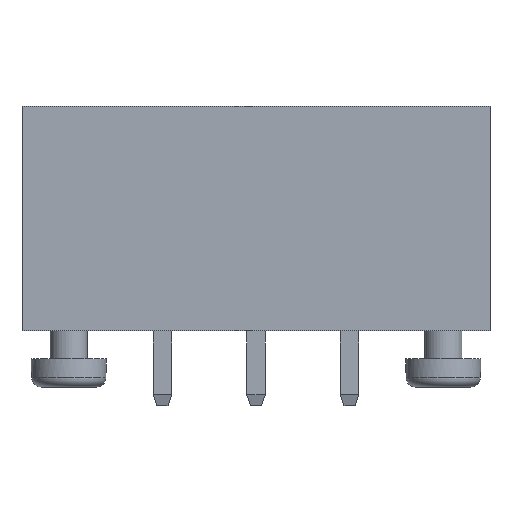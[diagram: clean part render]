
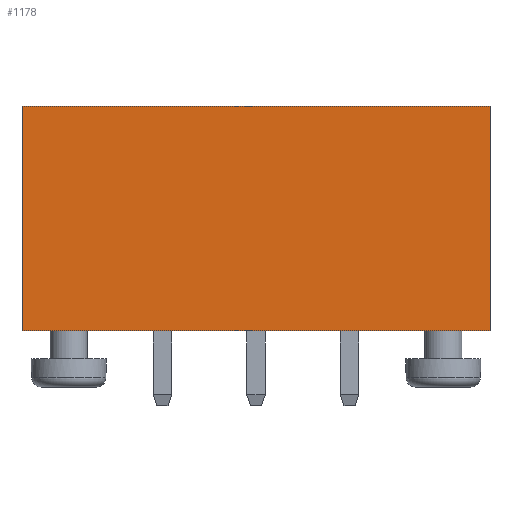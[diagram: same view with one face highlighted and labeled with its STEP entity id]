
A CAD part, front view. The second image highlights one B-rep face of the part: STEP entity #1178.
In plain terms, the highlighted planar face has unit normal (0, -1, 0).
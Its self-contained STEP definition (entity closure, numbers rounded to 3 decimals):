
#72 = PLANE('',#73);
#73 = AXIS2_PLACEMENT_3D('',#74,#75,#76);
#74 = CARTESIAN_POINT('',(17.5,3.8,0.));
#75 = DIRECTION('',(1.,0.,0.));
#76 = DIRECTION('',(0.,0.,1.));
#100 = PLANE('',#101);
#101 = AXIS2_PLACEMENT_3D('',#102,#103,#104);
#102 = CARTESIAN_POINT('',(-7.5,3.8,0.));
#103 = DIRECTION('',(0.,0.,-1.));
#104 = DIRECTION('',(0.,-1.,0.));
#126 = PLANE('',#127);
#127 = AXIS2_PLACEMENT_3D('',#128,#129,#130);
#128 = CARTESIAN_POINT('',(-7.5,3.8,0.));
#129 = DIRECTION('',(1.,0.,0.));
#130 = DIRECTION('',(0.,0.,1.));
#219 = VERTEX_POINT('',#220);
#220 = CARTESIAN_POINT('',(17.5,-3.8,0.));
#241 = EDGE_CURVE('',#242,#219,#244,.T.);
#242 = VERTEX_POINT('',#243);
#243 = CARTESIAN_POINT('',(-7.5,-3.8,0.));
#244 = SURFACE_CURVE('',#245,(#249,#256),.PCURVE_S1.);
#245 = LINE('',#246,#247);
#246 = CARTESIAN_POINT('',(-7.5,-3.8,0.));
#247 = VECTOR('',#248,1.);
#248 = DIRECTION('',(1.,0.,0.));
#249 = PCURVE('',#100,#250);
#250 = DEFINITIONAL_REPRESENTATION('',(#251),#255);
#251 = LINE('',#252,#253);
#252 = CARTESIAN_POINT('',(7.6,0.));
#253 = VECTOR('',#254,1.);
#254 = DIRECTION('',(0.,-1.));
#255 = ( GEOMETRIC_REPRESENTATION_CONTEXT(2)
PARAMETRIC_REPRESENTATION_CONTEXT() REPRESENTATION_CONTEXT('2D SPACE',''
) );
#256 = PCURVE('',#257,#262);
#257 = PLANE('',#258);
#258 = AXIS2_PLACEMENT_3D('',#259,#260,#261);
#259 = CARTESIAN_POINT('',(-7.5,-3.8,0.));
#260 = DIRECTION('',(0.,-1.,0.));
#261 = DIRECTION('',(0.,0.,1.));
#262 = DEFINITIONAL_REPRESENTATION('',(#263),#267);
#263 = LINE('',#264,#265);
#264 = CARTESIAN_POINT('',(0.,0.));
#265 = VECTOR('',#266,1.);
#266 = DIRECTION('',(0.,-1.));
#267 = ( GEOMETRIC_REPRESENTATION_CONTEXT(2)
PARAMETRIC_REPRESENTATION_CONTEXT() REPRESENTATION_CONTEXT('2D SPACE',''
) );
#674 = EDGE_CURVE('',#242,#675,#677,.T.);
#675 = VERTEX_POINT('',#676);
#676 = CARTESIAN_POINT('',(-7.5,-3.8,12.));
#677 = SURFACE_CURVE('',#678,(#682,#689),.PCURVE_S1.);
#678 = LINE('',#679,#680);
#679 = CARTESIAN_POINT('',(-7.5,-3.8,0.));
#680 = VECTOR('',#681,1.);
#681 = DIRECTION('',(0.,0.,1.));
#682 = PCURVE('',#126,#683);
#683 = DEFINITIONAL_REPRESENTATION('',(#684),#688);
#684 = LINE('',#685,#686);
#685 = CARTESIAN_POINT('',(0.,7.6));
#686 = VECTOR('',#687,1.);
#687 = DIRECTION('',(1.,0.));
#688 = ( GEOMETRIC_REPRESENTATION_CONTEXT(2)
PARAMETRIC_REPRESENTATION_CONTEXT() REPRESENTATION_CONTEXT('2D SPACE',''
) );
#689 = PCURVE('',#257,#690);
#690 = DEFINITIONAL_REPRESENTATION('',(#691),#695);
#691 = LINE('',#692,#693);
#692 = CARTESIAN_POINT('',(0.,0.));
#693 = VECTOR('',#694,1.);
#694 = DIRECTION('',(1.,0.));
#695 = ( GEOMETRIC_REPRESENTATION_CONTEXT(2)
PARAMETRIC_REPRESENTATION_CONTEXT() REPRESENTATION_CONTEXT('2D SPACE',''
) );
#713 = PLANE('',#714);
#714 = AXIS2_PLACEMENT_3D('',#715,#716,#717);
#715 = CARTESIAN_POINT('',(-7.5,-3.8,12.));
#716 = DIRECTION('',(0.,0.,1.));
#717 = DIRECTION('',(0.,1.,0.));
#780 = EDGE_CURVE('',#219,#781,#783,.T.);
#781 = VERTEX_POINT('',#782);
#782 = CARTESIAN_POINT('',(17.5,-3.8,12.));
#783 = SURFACE_CURVE('',#784,(#788,#795),.PCURVE_S1.);
#784 = LINE('',#785,#786);
#785 = CARTESIAN_POINT('',(17.5,-3.8,0.));
#786 = VECTOR('',#787,1.);
#787 = DIRECTION('',(0.,0.,1.));
#788 = PCURVE('',#72,#789);
#789 = DEFINITIONAL_REPRESENTATION('',(#790),#794);
#790 = LINE('',#791,#792);
#791 = CARTESIAN_POINT('',(0.,7.6));
#792 = VECTOR('',#793,1.);
#793 = DIRECTION('',(1.,0.));
#794 = ( GEOMETRIC_REPRESENTATION_CONTEXT(2)
PARAMETRIC_REPRESENTATION_CONTEXT() REPRESENTATION_CONTEXT('2D SPACE',''
) );
#795 = PCURVE('',#257,#796);
#796 = DEFINITIONAL_REPRESENTATION('',(#797),#801);
#797 = LINE('',#798,#799);
#798 = CARTESIAN_POINT('',(0.,-25.));
#799 = VECTOR('',#800,1.);
#800 = DIRECTION('',(1.,0.));
#801 = ( GEOMETRIC_REPRESENTATION_CONTEXT(2)
PARAMETRIC_REPRESENTATION_CONTEXT() REPRESENTATION_CONTEXT('2D SPACE',''
) );
#1178 = ADVANCED_FACE('',(#1179),#257,.T.);
#1179 = FACE_BOUND('',#1180,.T.);
#1180 = EDGE_LOOP('',(#1181,#1182,#1183,#1204));
#1181 = ORIENTED_EDGE('',*,*,#241,.T.);
#1182 = ORIENTED_EDGE('',*,*,#780,.T.);
#1183 = ORIENTED_EDGE('',*,*,#1184,.F.);
#1184 = EDGE_CURVE('',#675,#781,#1185,.T.);
#1185 = SURFACE_CURVE('',#1186,(#1190,#1197),.PCURVE_S1.);
#1186 = LINE('',#1187,#1188);
#1187 = CARTESIAN_POINT('',(-7.5,-3.8,12.));
#1188 = VECTOR('',#1189,1.);
#1189 = DIRECTION('',(1.,0.,0.));
#1190 = PCURVE('',#257,#1191);
#1191 = DEFINITIONAL_REPRESENTATION('',(#1192),#1196);
#1192 = LINE('',#1193,#1194);
#1193 = CARTESIAN_POINT('',(12.,0.));
#1194 = VECTOR('',#1195,1.);
#1195 = DIRECTION('',(0.,-1.));
#1196 = ( GEOMETRIC_REPRESENTATION_CONTEXT(2)
PARAMETRIC_REPRESENTATION_CONTEXT() REPRESENTATION_CONTEXT('2D SPACE',''
) );
#1197 = PCURVE('',#713,#1198);
#1198 = DEFINITIONAL_REPRESENTATION('',(#1199),#1203);
#1199 = LINE('',#1200,#1201);
#1200 = CARTESIAN_POINT('',(0.,0.));
#1201 = VECTOR('',#1202,1.);
#1202 = DIRECTION('',(0.,-1.));
#1203 = ( GEOMETRIC_REPRESENTATION_CONTEXT(2)
PARAMETRIC_REPRESENTATION_CONTEXT() REPRESENTATION_CONTEXT('2D SPACE',''
) );
#1204 = ORIENTED_EDGE('',*,*,#674,.F.);
